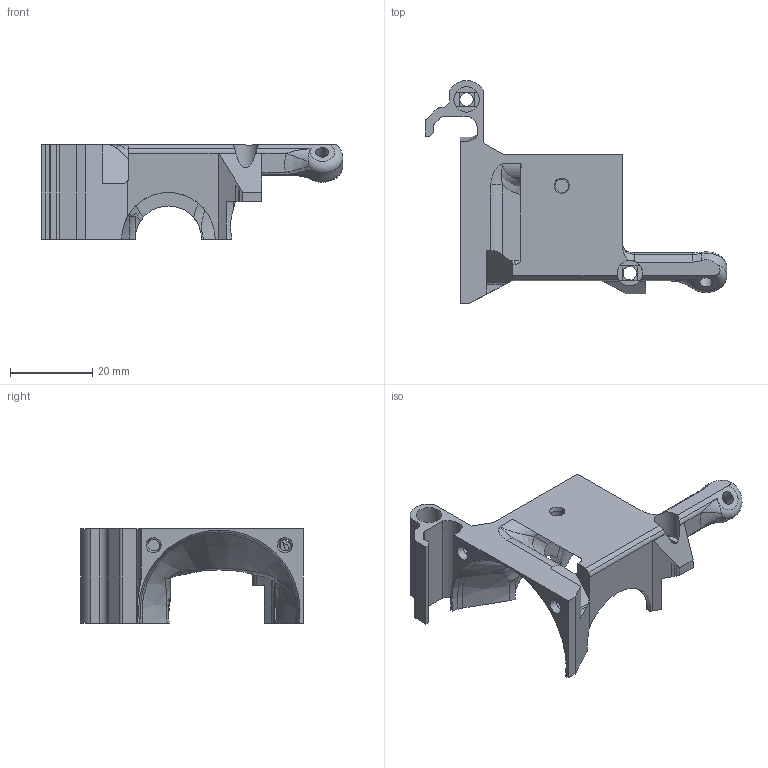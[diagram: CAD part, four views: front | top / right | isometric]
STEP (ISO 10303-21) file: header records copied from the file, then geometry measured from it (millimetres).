
FILE_DESCRIPTION(/* description */ (''),/* implementation_level */ '2;1');
FILE_NAME(/* name */ 'Extruder cover.step',/* time_stamp */ '2019-03-25T10:39:08+01:00',/* author */ (''),/* organization */ (''),/* preprocessor_version */ 'ST-DEVELOPER v17.2',/* originating_system */ 'Autodesk Translation Framework v7.6.0.251',/* authorisation */ '');
FILE_SCHEMA (('AUTOMOTIVE_DESIGN { 1 0 10303 214 3 1 1 }'));
Length unit declared in the file: millimetre
Products named in the file (1): Extruder cover new
Bounding box: 73.5 x 54.28 x 23 mm (x, y, z)
Volume: 12471.2 mm3; surface area: 8909.7 mm2
Topology: 1 solids, 1 shells, 241 faces, 673 edges, 429 vertices
Faces by surface type: plane 106, cylinder 59, bspline 54, torus 11, cone 8, sphere 3
Full cylindrical faces by diameter (mm): 2.8 x2, 3.2 x1, 3.3 x4, 6.2 x2
Entity records: 9537 total; most frequent: CARTESIAN_POINT 3594, ORIENTED_EDGE 1330, DIRECTION 1110, EDGE_CURVE 665, VERTEX_POINT 429, AXIS2_PLACEMENT_3D 397, LINE 316, VECTOR 316
